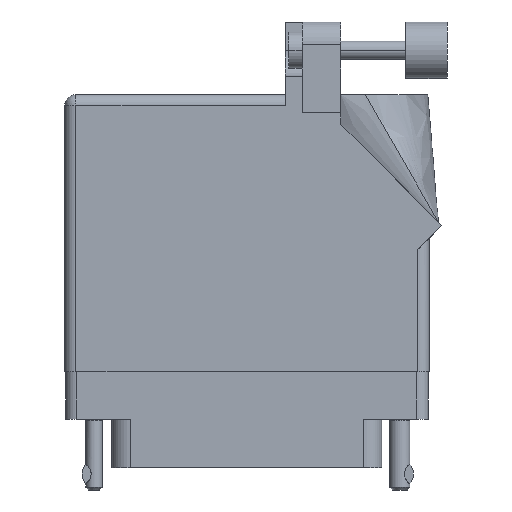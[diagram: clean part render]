
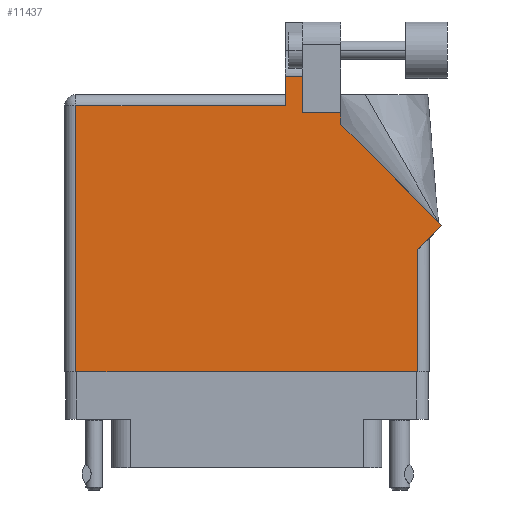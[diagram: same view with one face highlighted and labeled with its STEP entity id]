
A CAD part, front view. The second image highlights one B-rep face of the part: STEP entity #11437.
In plain terms, the highlighted face is planar.
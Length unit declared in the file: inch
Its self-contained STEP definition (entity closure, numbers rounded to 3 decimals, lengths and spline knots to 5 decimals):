
#146 = CARTESIAN_POINT ( 'NONE',  ( 1.524, 1.36442, 0. ) ) ;
#1561 = ORIENTED_EDGE ( 'NONE', *, *, #26715, .T. ) ;
#1680 = LINE ( 'NONE', #39028, #31576 ) ;
#2178 = EDGE_LOOP ( 'NONE', ( #29014, #45107, #6880, #21321, #20723, #11085, #7979, #26120, #15960, #1561, #37083 ) ) ;
#2953 = CARTESIAN_POINT ( 'NONE',  ( 1.524, 1.43, 0. ) ) ;
#3004 = DIRECTION ( 'NONE',  ( 0., 1., 0. ) ) ;
#3083 = LINE ( 'NONE', #37317, #31789 ) ;
#4068 = DIRECTION ( 'NONE',  ( 1., 0., 0. ) ) ;
#4657 = LINE ( 'NONE', #4959, #27453 ) ;
#4959 = CARTESIAN_POINT ( 'NONE',  ( 0.062, 0., 0. ) ) ;
#5850 = EDGE_CURVE ( 'NONE', #38653, #33302, #45200, .T. ) ;
#6591 = CARTESIAN_POINT ( 'NONE',  ( 0.062, 0., 0. ) ) ;
#6615 = EDGE_CURVE ( 'NONE', #41809, #37556, #32819, .T. ) ;
#6880 = ORIENTED_EDGE ( 'NONE', *, *, #20786, .T. ) ;
#7019 = EDGE_CURVE ( 'NONE', #33302, #8888, #4657, .T. ) ;
#7355 = CARTESIAN_POINT ( 'NONE',  ( 2.08071, 0.80771, 0. ) ) ;
#7436 = CARTESIAN_POINT ( 'NONE',  ( 0., 1.53, 0. ) ) ;
#7587 = EDGE_CURVE ( 'NONE', #14337, #44653, #30387, .T. ) ;
#7801 = LINE ( 'NONE', #13991, #37136 ) ;
#7979 = ORIENTED_EDGE ( 'NONE', *, *, #47429, .T. ) ;
#7989 = CARTESIAN_POINT ( 'NONE',  ( 0.062, 1.468, 0. ) ) ;
#8888 = VERTEX_POINT ( 'NONE', #6591 ) ;
#9421 = CARTESIAN_POINT ( 'NONE',  ( 1.217, 1.468, 0. ) ) ;
#10098 = VECTOR ( 'NONE', #10913, 39.37008 ) ;
#10104 = EDGE_CURVE ( 'NONE', #37556, #33118, #38363, .T. ) ;
#10913 = DIRECTION ( 'NONE',  ( 0., 1., 0. ) ) ;
#11085 = ORIENTED_EDGE ( 'NONE', *, *, #33190, .T. ) ;
#11437 = ADVANCED_FACE ( 'NONE', ( #47618 ), #22160, .F. ) ;
#11610 = CARTESIAN_POINT ( 'NONE',  ( 1.948, 0., 0. ) ) ;
#11692 = CARTESIAN_POINT ( 'NONE',  ( 1.311, 1.43, 0. ) ) ;
#13351 = DIRECTION ( 'NONE',  ( -1., 0., 0. ) ) ;
#13488 = DIRECTION ( 'NONE',  ( 0.707, 0.707, 0. ) ) ;
#13991 = CARTESIAN_POINT ( 'NONE',  ( 1.524, 1.43, 0. ) ) ;
#14337 = VERTEX_POINT ( 'NONE', #38501 ) ;
#14607 = VECTOR ( 'NONE', #21101, 39.37008 ) ;
#14644 = CARTESIAN_POINT ( 'NONE',  ( 1.311, 1.43, 0. ) ) ;
#14672 = VECTOR ( 'NONE', #16893, 39.37008 ) ;
#15712 = VERTEX_POINT ( 'NONE', #11692 ) ;
#15960 = ORIENTED_EDGE ( 'NONE', *, *, #10104, .T. ) ;
#16125 = VECTOR ( 'NONE', #18109, 39.37008 ) ;
#16893 = DIRECTION ( 'NONE',  ( 0., 1., 0. ) ) ;
#17936 = CARTESIAN_POINT ( 'NONE',  ( 1.64177, 1.6315, 0. ) ) ;
#18109 = DIRECTION ( 'NONE',  ( -0.707, 0.707, 0. ) ) ;
#20561 = DIRECTION ( 'NONE',  ( 0., -1., 0. ) ) ;
#20723 = ORIENTED_EDGE ( 'NONE', *, *, #7019, .T. ) ;
#20786 = EDGE_CURVE ( 'NONE', #44653, #38653, #1680, .T. ) ;
#21098 = LINE ( 'NONE', #46341, #14672 ) ;
#21101 = DIRECTION ( 'NONE',  ( -1., 0., 0. ) ) ;
#21321 = ORIENTED_EDGE ( 'NONE', *, *, #5850, .T. ) ;
#21998 = DIRECTION ( 'NONE',  ( -1., 0., 0. ) ) ;
#22160 = PLANE ( 'NONE',  #33947 ) ;
#22345 = EDGE_CURVE ( 'NONE', #46678, #15712, #7801, .T. ) ;
#23944 = CARTESIAN_POINT ( 'NONE',  ( 0., 1.468, 0. ) ) ;
#25350 = VERTEX_POINT ( 'NONE', #11610 ) ;
#26120 = ORIENTED_EDGE ( 'NONE', *, *, #6615, .T. ) ;
#26715 = EDGE_CURVE ( 'NONE', #33118, #46678, #21098, .T. ) ;
#27453 = VECTOR ( 'NONE', #43256, 39.37008 ) ;
#29014 = ORIENTED_EDGE ( 'NONE', *, *, #48156, .T. ) ;
#29397 = CARTESIAN_POINT ( 'NONE',  ( 2.08071, 0.80771, 0. ) ) ;
#30387 = LINE ( 'NONE', #17936, #14607 ) ;
#31576 = VECTOR ( 'NONE', #20561, 39.37008 ) ;
#31789 = VECTOR ( 'NONE', #4068, 39.37008 ) ;
#32703 = CARTESIAN_POINT ( 'NONE',  ( 1.948, 0.737, 0. ) ) ;
#32819 = LINE ( 'NONE', #35898, #38047 ) ;
#33118 = VERTEX_POINT ( 'NONE', #146 ) ;
#33190 = EDGE_CURVE ( 'NONE', #8888, #25350, #3083, .T. ) ;
#33302 = VERTEX_POINT ( 'NONE', #7989 ) ;
#33630 = DIRECTION ( 'NONE',  ( 0., 0., -1. ) ) ;
#33947 = AXIS2_PLACEMENT_3D ( 'NONE', #7436, #33630, #21998 ) ;
#34030 = LINE ( 'NONE', #32703, #10098 ) ;
#35299 = VECTOR ( 'NONE', #13351, 39.37008 ) ;
#35898 = CARTESIAN_POINT ( 'NONE',  ( 2.01, 0.737, 0. ) ) ;
#37036 = CARTESIAN_POINT ( 'NONE',  ( 1.948, 0.675, 0. ) ) ;
#37083 = ORIENTED_EDGE ( 'NONE', *, *, #22345, .T. ) ;
#37136 = VECTOR ( 'NONE', #40160, 39.37008 ) ;
#37317 = CARTESIAN_POINT ( 'NONE',  ( 0., 0., 0. ) ) ;
#37556 = VERTEX_POINT ( 'NONE', #7355 ) ;
#38047 = VECTOR ( 'NONE', #13488, 39.37008 ) ;
#38363 = LINE ( 'NONE', #29397, #16125 ) ;
#38501 = CARTESIAN_POINT ( 'NONE',  ( 1.311, 1.6315, 0. ) ) ;
#38653 = VERTEX_POINT ( 'NONE', #9421 ) ;
#39028 = CARTESIAN_POINT ( 'NONE',  ( 1.217, 1.53, 0. ) ) ;
#39562 = CARTESIAN_POINT ( 'NONE',  ( 1.217, 1.6315, 0. ) ) ;
#40160 = DIRECTION ( 'NONE',  ( -1., 0., 0. ) ) ;
#41809 = VERTEX_POINT ( 'NONE', #37036 ) ;
#43256 = DIRECTION ( 'NONE',  ( 0., -1., 0. ) ) ;
#44653 = VERTEX_POINT ( 'NONE', #39562 ) ;
#45107 = ORIENTED_EDGE ( 'NONE', *, *, #7587, .T. ) ;
#45200 = LINE ( 'NONE', #23944, #35299 ) ;
#45702 = VECTOR ( 'NONE', #3004, 39.37008 ) ;
#46341 = CARTESIAN_POINT ( 'NONE',  ( 1.524, 1.36442, 0. ) ) ;
#46678 = VERTEX_POINT ( 'NONE', #2953 ) ;
#47429 = EDGE_CURVE ( 'NONE', #25350, #41809, #34030, .T. ) ;
#47495 = LINE ( 'NONE', #14644, #45702 ) ;
#47618 = FACE_OUTER_BOUND ( 'NONE', #2178, .T. ) ;
#48156 = EDGE_CURVE ( 'NONE', #15712, #14337, #47495, .T. ) ;
